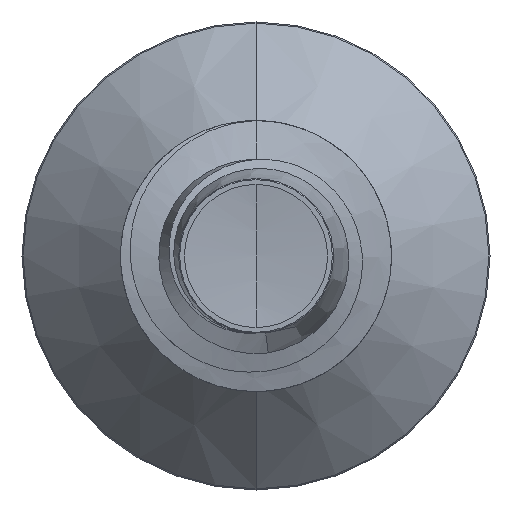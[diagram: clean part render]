
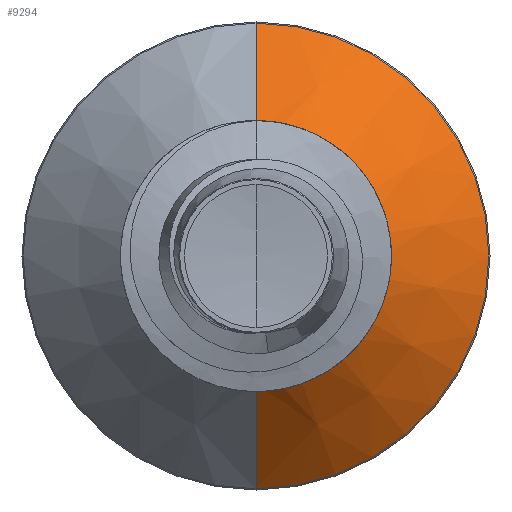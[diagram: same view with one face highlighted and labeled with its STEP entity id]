
A CAD part, front view. The second image highlights one B-rep face of the part: STEP entity #9294.
In plain terms, the highlighted conical face has half-angle 45 degrees and reference radius 1.034 mm.
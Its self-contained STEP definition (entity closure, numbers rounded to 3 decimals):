
#73 = CARTESIAN_POINT ( 'NONE',  ( 0., 4.784, -1.034 ) ) ;
#377 = CIRCLE ( 'NONE', #8842, 1.034 ) ;
#388 = EDGE_CURVE ( 'NONE', #10642, #12493, #377, .T. ) ;
#610 = ORIENTED_EDGE ( 'NONE', *, *, #6901, .T. ) ;
#908 = VECTOR ( 'NONE', #1255, 1000. ) ;
#1149 = DIRECTION ( 'NONE',  ( 0., 0., 1. ) ) ;
#1163 = DIRECTION ( 'NONE',  ( 0., 1., 0. ) ) ;
#1177 = CARTESIAN_POINT ( 'NONE',  ( 0., 4.784, 0. ) ) ;
#1255 = DIRECTION ( 'NONE',  ( 0., 0.707, -0.707 ) ) ;
#1460 = ORIENTED_EDGE ( 'NONE', *, *, #8925, .F. ) ;
#1644 = ORIENTED_EDGE ( 'NONE', *, *, #10957, .F. ) ;
#1796 = CARTESIAN_POINT ( 'NONE',  ( 0., 5.64, -1.89 ) ) ;
#2296 = DIRECTION ( 'NONE',  ( 0., 0.707, 0.707 ) ) ;
#3193 = VERTEX_POINT ( 'NONE', #13158 ) ;
#3332 = ORIENTED_EDGE ( 'NONE', *, *, #388, .T. ) ;
#4451 = CARTESIAN_POINT ( 'NONE',  ( 0., 4.784, -1.034 ) ) ;
#4861 = LINE ( 'NONE', #12783, #5211 ) ;
#4886 = DIRECTION ( 'NONE',  ( 0., 1., 0. ) ) ;
#5211 = VECTOR ( 'NONE', #2296, 1000. ) ;
#5929 = DIRECTION ( 'NONE',  ( 0., 1., 0. ) ) ;
#6209 = VERTEX_POINT ( 'NONE', #1796 ) ;
#6588 = EDGE_LOOP ( 'NONE', ( #3332, #610, #1644, #1460 ) ) ;
#6657 = AXIS2_PLACEMENT_3D ( 'NONE', #10089, #5929, #7070 ) ;
#6747 = CONICAL_SURFACE ( 'NONE', #6657, 1.034, 0.785 ) ;
#6901 = EDGE_CURVE ( 'NONE', #12493, #6209, #11853, .T. ) ;
#7070 = DIRECTION ( 'NONE',  ( 0., 0., 1. ) ) ;
#8842 = AXIS2_PLACEMENT_3D ( 'NONE', #1177, #1163, #1149 ) ;
#8925 = EDGE_CURVE ( 'NONE', #10642, #3193, #4861, .T. ) ;
#9294 = ADVANCED_FACE ( 'NONE', ( #12475 ), #6747, .T. ) ;
#10089 = CARTESIAN_POINT ( 'NONE',  ( 0., 4.784, 0. ) ) ;
#10642 = VERTEX_POINT ( 'NONE', #11897 ) ;
#10957 = EDGE_CURVE ( 'NONE', #3193, #6209, #13095, .T. ) ;
#11129 = CARTESIAN_POINT ( 'NONE',  ( 0., 5.64, 0. ) ) ;
#11853 = LINE ( 'NONE', #4451, #908 ) ;
#11897 = CARTESIAN_POINT ( 'NONE',  ( 0., 4.784, 1.034 ) ) ;
#12139 = DIRECTION ( 'NONE',  ( 0., 0., 1. ) ) ;
#12305 = AXIS2_PLACEMENT_3D ( 'NONE', #11129, #4886, #12139 ) ;
#12475 = FACE_OUTER_BOUND ( 'NONE', #6588, .T. ) ;
#12493 = VERTEX_POINT ( 'NONE', #73 ) ;
#12783 = CARTESIAN_POINT ( 'NONE',  ( 0., 4.784, 1.034 ) ) ;
#13095 = CIRCLE ( 'NONE', #12305, 1.89 ) ;
#13158 = CARTESIAN_POINT ( 'NONE',  ( 0., 5.64, 1.89 ) ) ;
